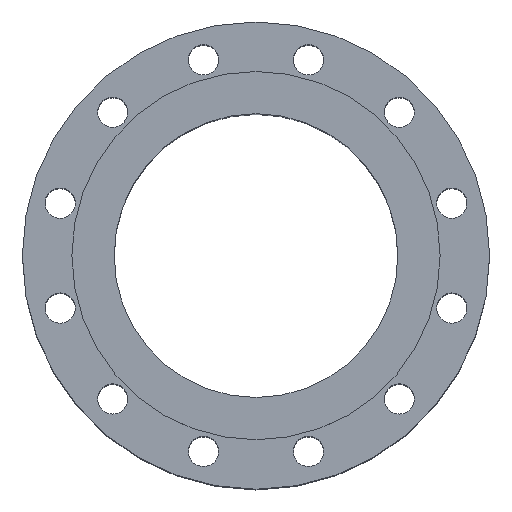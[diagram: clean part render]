
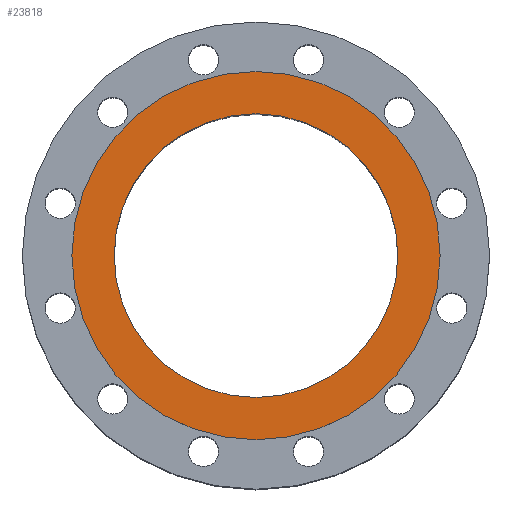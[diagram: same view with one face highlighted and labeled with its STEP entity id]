
A CAD part, top view. The second image highlights one B-rep face of the part: STEP entity #23818.
In plain terms, the highlighted planar face has unit normal (0, 0, 1).
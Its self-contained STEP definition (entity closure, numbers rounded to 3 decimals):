
#1259 = DIRECTION ( 'NONE',  ( 0., 0., 1. ) ) ;
#1345 = DIRECTION ( 'NONE',  ( 0., 0., -1. ) ) ;
#1971 = EDGE_CURVE ( 'NONE', #2710, #13530, #27084, .T. ) ;
#2115 = ORIENTED_EDGE ( 'NONE', *, *, #14479, .T. ) ;
#2710 = VERTEX_POINT ( 'NONE', #25697 ) ;
#3824 = CARTESIAN_POINT ( 'NONE',  ( 134., 0., 0. ) ) ;
#4554 = AXIS2_PLACEMENT_3D ( 'NONE', #15453, #1345, #15152 ) ;
#6469 = DIRECTION ( 'NONE',  ( 0., 0., 1. ) ) ;
#6507 = ORIENTED_EDGE ( 'NONE', *, *, #9089, .F. ) ;
#7855 = FACE_OUTER_BOUND ( 'NONE', #8736, .T. ) ;
#8737 = VERTEX_POINT ( 'NONE', #17685 ) ;
#8736 = EDGE_LOOP ( 'NONE', ( #2115, #12850 ) ) ;
#9089 = EDGE_CURVE ( 'NONE', #8737, #22411, #10279, .T. ) ;
#9416 = DIRECTION ( 'NONE',  ( 1., 0., 0. ) ) ;
#10279 = CIRCLE ( 'NONE', #14175, 103.25 ) ;
#10676 = DIRECTION ( 'NONE',  ( 0., 0., 1. ) ) ;
#11707 = DIRECTION ( 'NONE',  ( 0., 0., 1. ) ) ;
#11994 = CARTESIAN_POINT ( 'NONE',  ( -103.25, 0., 0. ) ) ;
#12850 = ORIENTED_EDGE ( 'NONE', *, *, #1971, .T. ) ;
#13112 = DIRECTION ( 'NONE',  ( 1., 0., 0. ) ) ;
#13530 = VERTEX_POINT ( 'NONE', #3824 ) ;
#13532 = AXIS2_PLACEMENT_3D ( 'NONE', #17864, #6469, #22278 ) ;
#14047 = AXIS2_PLACEMENT_3D ( 'NONE', #17947, #1259, #15818 ) ;
#14175 = AXIS2_PLACEMENT_3D ( 'NONE', #21559, #11707, #9416 ) ;
#14479 = EDGE_CURVE ( 'NONE', #13530, #2710, #28520, .T. ) ;
#15152 = DIRECTION ( 'NONE',  ( -1., 0., 0. ) ) ;
#15304 = PLANE ( 'NONE',  #4554 ) ;
#15453 = CARTESIAN_POINT ( 'NONE',  ( 0., 134., 0. ) ) ;
#15818 = DIRECTION ( 'NONE',  ( 1., 0., 0. ) ) ;
#17685 = CARTESIAN_POINT ( 'NONE',  ( 103.25, 0., 0. ) ) ;
#17864 = CARTESIAN_POINT ( 'NONE',  ( 0., 0., 0. ) ) ;
#17947 = CARTESIAN_POINT ( 'NONE',  ( 0., 0., 0. ) ) ;
#20562 = EDGE_CURVE ( 'NONE', #22411, #8737, #24095, .T. ) ;
#21559 = CARTESIAN_POINT ( 'NONE',  ( 0., 0., 0. ) ) ;
#22278 = DIRECTION ( 'NONE',  ( 1., 0., 0. ) ) ;
#22411 = VERTEX_POINT ( 'NONE', #11994 ) ;
#23140 = AXIS2_PLACEMENT_3D ( 'NONE', #26621, #10676, #13112 ) ;
#23818 = ADVANCED_FACE ( 'NONE', ( #24098, #7855 ), #15304, .F. ) ;
#24095 = CIRCLE ( 'NONE', #23140, 103.25 ) ;
#24098 = FACE_BOUND ( 'NONE', #24157, .T. ) ;
#24157 = EDGE_LOOP ( 'NONE', ( #6507, #27783 ) ) ;
#25697 = CARTESIAN_POINT ( 'NONE',  ( -134., 0., 0. ) ) ;
#26621 = CARTESIAN_POINT ( 'NONE',  ( 0., 0., 0. ) ) ;
#27084 = CIRCLE ( 'NONE', #13532, 134. ) ;
#27783 = ORIENTED_EDGE ( 'NONE', *, *, #20562, .F. ) ;
#28520 = CIRCLE ( 'NONE', #14047, 134. ) ;
